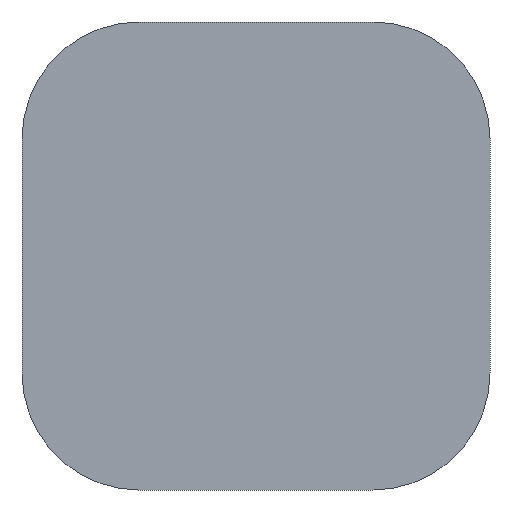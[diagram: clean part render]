
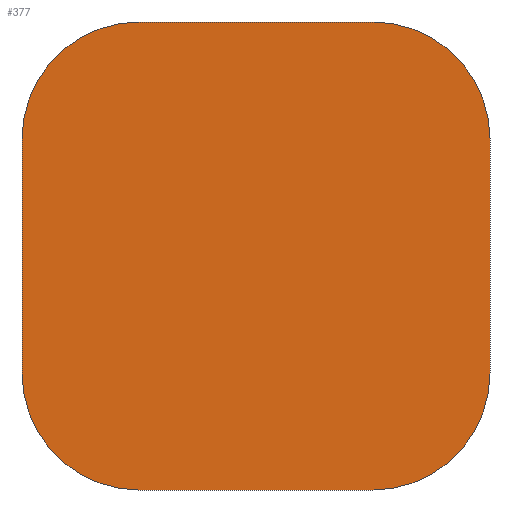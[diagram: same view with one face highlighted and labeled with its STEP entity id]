
A CAD part, front view. The second image highlights one B-rep face of the part: STEP entity #377.
In plain terms, the highlighted planar face has unit normal (0, -1, 0).
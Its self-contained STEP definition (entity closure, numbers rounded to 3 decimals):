
#21=PLANE('',#448);
#40=LINE('',#675,#65);
#42=LINE('',#679,#67);
#43=LINE('',#683,#68);
#44=LINE('',#687,#69);
#65=VECTOR('',#557,10.);
#67=VECTOR('',#561,10.);
#68=VECTOR('',#564,10.);
#69=VECTOR('',#567,10.);
#103=FACE_OUTER_BOUND('',#127,.T.);
#127=EDGE_LOOP('',(#329,#330,#331,#332,#333,#334,#335,#336));
#159=CIRCLE('',#446,3.);
#160=CIRCLE('',#449,3.);
#161=CIRCLE('',#450,3.);
#162=CIRCLE('',#451,3.);
#191=VERTEX_POINT('',#668);
#192=VERTEX_POINT('',#670);
#193=VERTEX_POINT('',#674);
#194=VERTEX_POINT('',#678);
#195=VERTEX_POINT('',#680);
#196=VERTEX_POINT('',#682);
#197=VERTEX_POINT('',#684);
#198=VERTEX_POINT('',#686);
#238=EDGE_CURVE('',#191,#192,#159,.T.);
#240=EDGE_CURVE('',#192,#193,#40,.T.);
#242=EDGE_CURVE('',#194,#191,#42,.T.);
#243=EDGE_CURVE('',#195,#194,#160,.T.);
#244=EDGE_CURVE('',#196,#195,#43,.T.);
#245=EDGE_CURVE('',#197,#196,#161,.T.);
#246=EDGE_CURVE('',#198,#197,#44,.T.);
#247=EDGE_CURVE('',#193,#198,#162,.T.);
#329=ORIENTED_EDGE('',*,*,#238,.F.);
#330=ORIENTED_EDGE('',*,*,#242,.F.);
#331=ORIENTED_EDGE('',*,*,#243,.F.);
#332=ORIENTED_EDGE('',*,*,#244,.F.);
#333=ORIENTED_EDGE('',*,*,#245,.F.);
#334=ORIENTED_EDGE('',*,*,#246,.F.);
#335=ORIENTED_EDGE('',*,*,#247,.F.);
#336=ORIENTED_EDGE('',*,*,#240,.F.);
#377=ADVANCED_FACE('',(#103),#21,.F.);
#446=AXIS2_PLACEMENT_3D('',#671,#552,#553);
#448=AXIS2_PLACEMENT_3D('',#677,#559,#560);
#449=AXIS2_PLACEMENT_3D('',#681,#562,#563);
#450=AXIS2_PLACEMENT_3D('',#685,#565,#566);
#451=AXIS2_PLACEMENT_3D('',#688,#568,#569);
#552=DIRECTION('center_axis',(0.,1.,0.));
#553=DIRECTION('ref_axis',(-0.707,0.,-0.707));
#557=DIRECTION('',(0.,0.,1.));
#559=DIRECTION('center_axis',(0.,1.,0.));
#560=DIRECTION('ref_axis',(0.,0.,1.));
#561=DIRECTION('',(-1.,0.,0.));
#562=DIRECTION('center_axis',(0.,1.,0.));
#563=DIRECTION('ref_axis',(0.707,0.,-0.707));
#564=DIRECTION('',(0.,0.,-1.));
#565=DIRECTION('center_axis',(0.,1.,0.));
#566=DIRECTION('ref_axis',(0.707,0.,0.707));
#567=DIRECTION('',(1.,0.,0.));
#568=DIRECTION('center_axis',(0.,1.,0.));
#569=DIRECTION('ref_axis',(-0.707,0.,0.707));
#668=CARTESIAN_POINT('',(-3.,0.,-6.));
#670=CARTESIAN_POINT('',(-6.,0.,-3.));
#671=CARTESIAN_POINT('Origin',(-3.,0.,-3.));
#674=CARTESIAN_POINT('',(-6.,0.,3.));
#675=CARTESIAN_POINT('',(-6.,0.,-6.));
#677=CARTESIAN_POINT('Origin',(0.,0.,0.));
#678=CARTESIAN_POINT('',(3.,0.,-6.));
#679=CARTESIAN_POINT('',(6.,0.,-6.));
#680=CARTESIAN_POINT('',(6.,0.,-3.));
#681=CARTESIAN_POINT('Origin',(3.,0.,-3.));
#682=CARTESIAN_POINT('',(6.,0.,3.));
#683=CARTESIAN_POINT('',(6.,0.,6.));
#684=CARTESIAN_POINT('',(3.,0.,6.));
#685=CARTESIAN_POINT('Origin',(3.,0.,3.));
#686=CARTESIAN_POINT('',(-3.,0.,6.));
#687=CARTESIAN_POINT('',(-6.,0.,6.));
#688=CARTESIAN_POINT('Origin',(-3.,0.,3.));
